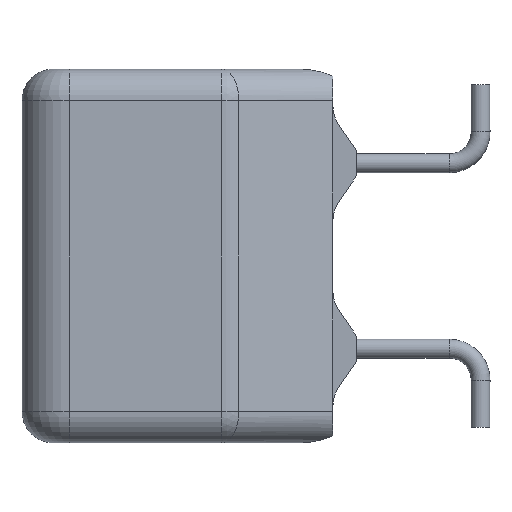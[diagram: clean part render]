
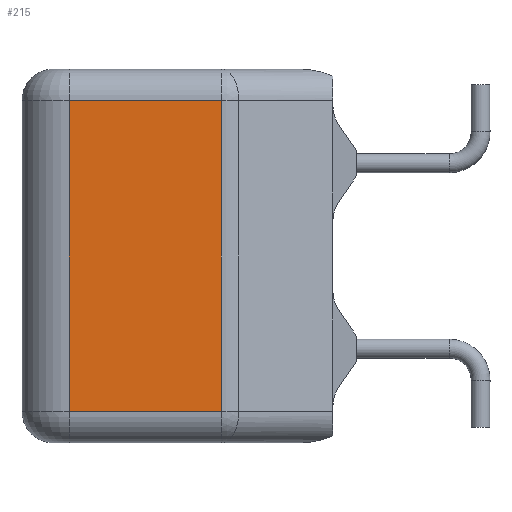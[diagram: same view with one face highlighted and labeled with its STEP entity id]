
A CAD part, left-side view. The second image highlights one B-rep face of the part: STEP entity #215.
In plain terms, the highlighted planar face has unit normal (-1, 0, 0).
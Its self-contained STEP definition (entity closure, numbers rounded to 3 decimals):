
#179 = CARTESIAN_POINT ( 'NONE',  ( -2.65, 13.4, 4.95 ) ) ;
#188 = CARTESIAN_POINT ( 'NONE',  ( -2.65, 13.4, -4.95 ) ) ;
#215 = ADVANCED_FACE ( 'NONE', ( #2268 ), #1318, .F. ) ;
#229 = EDGE_CURVE ( 'NONE', #1659, #1557, #917, .T. ) ;
#344 = VERTEX_POINT ( 'NONE', #1264 ) ;
#400 = EDGE_CURVE ( 'NONE', #1935, #1659, #1020, .T. ) ;
#406 = CARTESIAN_POINT ( 'NONE',  ( -2.65, 8.557, -4.95 ) ) ;
#443 = VECTOR ( 'NONE', #1220, 1000. ) ;
#453 = CARTESIAN_POINT ( 'NONE',  ( -2.65, 8.557, 4.95 ) ) ;
#469 = CARTESIAN_POINT ( 'NONE',  ( -2.65, 13.4, 5.95 ) ) ;
#677 = ORIENTED_EDGE ( 'NONE', *, *, #2514, .T. ) ;
#917 = LINE ( 'NONE', #1708, #2370 ) ;
#1020 = LINE ( 'NONE', #188, #443 ) ;
#1092 = EDGE_LOOP ( 'NONE', ( #2471, #1173, #2075, #677 ) ) ;
#1173 = ORIENTED_EDGE ( 'NONE', *, *, #400, .T. ) ;
#1220 = DIRECTION ( 'NONE',  ( 0., -1., 0. ) ) ;
#1264 = CARTESIAN_POINT ( 'NONE',  ( -2.65, 13.4, 4.95 ) ) ;
#1301 = DIRECTION ( 'NONE',  ( 0., 1., 0. ) ) ;
#1318 = PLANE ( 'NONE',  #1784 ) ;
#1391 = VECTOR ( 'NONE', #1836, 1000. ) ;
#1491 = CARTESIAN_POINT ( 'NONE',  ( -2.65, 13.4, 5.95 ) ) ;
#1557 = VERTEX_POINT ( 'NONE', #453 ) ;
#1570 = LINE ( 'NONE', #179, #2301 ) ;
#1659 = VERTEX_POINT ( 'NONE', #406 ) ;
#1708 = CARTESIAN_POINT ( 'NONE',  ( -2.65, 8.557, 5.95 ) ) ;
#1784 = AXIS2_PLACEMENT_3D ( 'NONE', #1491, #2277, #1301 ) ;
#1836 = DIRECTION ( 'NONE',  ( 0., 0., -1. ) ) ;
#1853 = LINE ( 'NONE', #469, #1391 ) ;
#1935 = VERTEX_POINT ( 'NONE', #2040 ) ;
#1957 = DIRECTION ( 'NONE',  ( 0., 0., 1. ) ) ;
#1994 = DIRECTION ( 'NONE',  ( 0., 1., 0. ) ) ;
#2040 = CARTESIAN_POINT ( 'NONE',  ( -2.65, 13.4, -4.95 ) ) ;
#2075 = ORIENTED_EDGE ( 'NONE', *, *, #229, .T. ) ;
#2268 = FACE_OUTER_BOUND ( 'NONE', #1092, .T. ) ;
#2277 = DIRECTION ( 'NONE',  ( 1., 0., 0. ) ) ;
#2298 = EDGE_CURVE ( 'NONE', #344, #1935, #1853, .T. ) ;
#2301 = VECTOR ( 'NONE', #1994, 1000. ) ;
#2370 = VECTOR ( 'NONE', #1957, 1000. ) ;
#2471 = ORIENTED_EDGE ( 'NONE', *, *, #2298, .T. ) ;
#2514 = EDGE_CURVE ( 'NONE', #1557, #344, #1570, .T. ) ;
